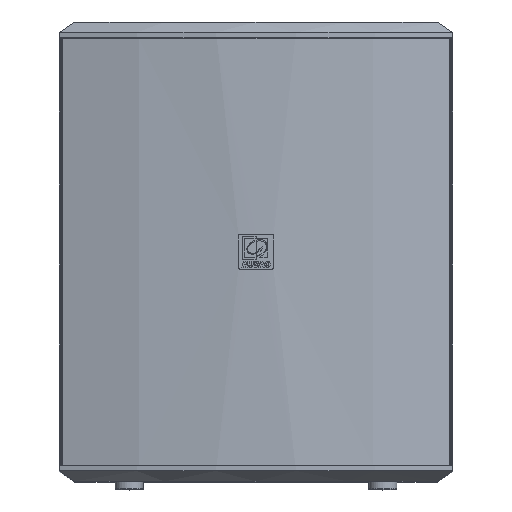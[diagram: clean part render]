
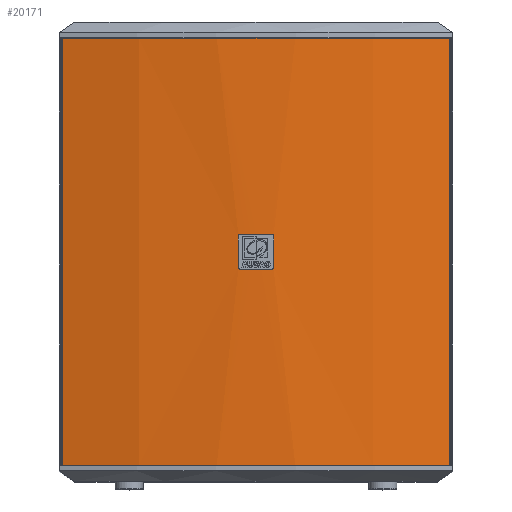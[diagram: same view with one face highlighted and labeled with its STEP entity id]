
A CAD part, top view. The second image highlights one B-rep face of the part: STEP entity #20171.
In plain terms, the highlighted cylindrical face has radius 805.516 mm (diameter 1611.03 mm), a partial arc.
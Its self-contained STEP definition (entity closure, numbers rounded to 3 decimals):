
#1039=FACE_BOUND('',#3834,.T.);
#2584=FACE_OUTER_BOUND('',#3833,.T.);
#3833=EDGE_LOOP('',(#17422,#17423,#17424,#17425));
#3834=EDGE_LOOP('',(#17426,#17427,#17428,#17429,#17430,#17431,#17432,#17433,
#17434,#17435));
#4010=CIRCLE('',#20354,805.516);
#4016=CIRCLE('',#20370,805.516);
#4018=CIRCLE('',#20374,805.516);
#4021=CIRCLE('',#20448,805.516);
#4886=CIRCLE('',#22220,805.516);
#4895=CIRCLE('',#22231,805.516);
#5032=LINE('',#27841,#6053);
#5039=LINE('',#27907,#6060);
#5956=LINE('',#39226,#6977);
#5957=LINE('',#39228,#6978);
#6053=VECTOR('',#22519,10.);
#6060=VECTOR('',#22544,10.);
#6977=VECTOR('',#27195,10.);
#6978=VECTOR('',#27198,10.);
#7064=B_SPLINE_CURVE_WITH_KNOTS('',3,(#27805,#27806,#27807,#27808,#27809,
#27810,#27811,#27812,#27813,#27814),.UNSPECIFIED.,.F.,.F.,(4,2,2,2,4),(0.603,
0.678,0.753,0.829,0.904),
 .UNSPECIFIED.);
#7065=B_SPLINE_CURVE_WITH_KNOTS('',3,(#27847,#27848,#27849,#27850,#27851,
#27852,#27853,#27854,#27855,#27856),.UNSPECIFIED.,.F.,.F.,(4,2,2,2,4),(0.904,
0.98,1.055,1.13,1.206),
 .UNSPECIFIED.);
#7068=B_SPLINE_CURVE_WITH_KNOTS('',3,(#27892,#27893,#27894,#27895,#27896,
#27897,#27898,#27899,#27900,#27901),.UNSPECIFIED.,.F.,.F.,(4,2,2,2,4),(0.301,
0.377,0.452,0.527,0.603),
 .UNSPECIFIED.);
#7069=B_SPLINE_CURVE_WITH_KNOTS('',3,(#27934,#27935,#27936,#27937,#27938,
#27939,#27940,#27941,#27942,#27943),.UNSPECIFIED.,.F.,.F.,(4,2,2,2,4),(0.,
0.075,0.151,0.226,0.301),
 .UNSPECIFIED.);
#7463=VERTEX_POINT('',#27803);
#7464=VERTEX_POINT('',#27804);
#7467=VERTEX_POINT('',#27821);
#7468=VERTEX_POINT('',#27822);
#7474=VERTEX_POINT('',#27840);
#7476=VERTEX_POINT('',#27846);
#7482=VERTEX_POINT('',#27891);
#7484=VERTEX_POINT('',#27906);
#7488=VERTEX_POINT('',#27918);
#7489=VERTEX_POINT('',#27919);
#9183=VERTEX_POINT('',#39186);
#9184=VERTEX_POINT('',#39188);
#9195=VERTEX_POINT('',#39216);
#9196=VERTEX_POINT('',#39218);
#9342=EDGE_CURVE('',#7463,#7464,#7064,.T.);
#9346=EDGE_CURVE('',#7467,#7468,#4010,.T.);
#9355=EDGE_CURVE('',#7474,#7463,#5032,.T.);
#9358=EDGE_CURVE('',#7468,#7476,#7065,.T.);
#9367=EDGE_CURVE('',#7482,#7474,#7068,.T.);
#9370=EDGE_CURVE('',#7476,#7484,#5039,.T.);
#9376=EDGE_CURVE('',#7488,#7489,#4016,.T.);
#9382=EDGE_CURVE('',#7489,#7482,#4018,.T.);
#9384=EDGE_CURVE('',#7484,#7488,#7069,.T.);
#9599=EDGE_CURVE('',#7464,#7467,#4021,.T.);
#11956=EDGE_CURVE('',#9183,#9184,#4886,.T.);
#11972=EDGE_CURVE('',#9195,#9196,#4895,.T.);
#11976=EDGE_CURVE('',#9183,#9196,#5956,.T.);
#11977=EDGE_CURVE('',#9184,#9195,#5957,.T.);
#17422=ORIENTED_EDGE('',*,*,#11976,.T.);
#17423=ORIENTED_EDGE('',*,*,#11972,.F.);
#17424=ORIENTED_EDGE('',*,*,#11977,.F.);
#17425=ORIENTED_EDGE('',*,*,#11956,.F.);
#17426=ORIENTED_EDGE('',*,*,#9599,.T.);
#17427=ORIENTED_EDGE('',*,*,#9346,.T.);
#17428=ORIENTED_EDGE('',*,*,#9358,.T.);
#17429=ORIENTED_EDGE('',*,*,#9370,.T.);
#17430=ORIENTED_EDGE('',*,*,#9384,.T.);
#17431=ORIENTED_EDGE('',*,*,#9376,.T.);
#17432=ORIENTED_EDGE('',*,*,#9382,.T.);
#17433=ORIENTED_EDGE('',*,*,#9367,.T.);
#17434=ORIENTED_EDGE('',*,*,#9355,.T.);
#17435=ORIENTED_EDGE('',*,*,#9342,.T.);
#18000=CYLINDRICAL_SURFACE('',#22235,805.516);
#20171=ADVANCED_FACE('',(#2584,#1039),#18000,.T.);
#20354=AXIS2_PLACEMENT_3D('',#27823,#22502,#22503);
#20370=AXIS2_PLACEMENT_3D('',#27920,#22554,#22555);
#20374=AXIS2_PLACEMENT_3D('',#27931,#22566,#22567);
#20448=AXIS2_PLACEMENT_3D('',#29535,#22892,#22893);
#22220=AXIS2_PLACEMENT_3D('',#39189,#27156,#27157);
#22231=AXIS2_PLACEMENT_3D('',#39219,#27185,#27186);
#22235=AXIS2_PLACEMENT_3D('',#39227,#27196,#27197);
#22502=DIRECTION('center_axis',(0.,-1.,0.));
#22503=DIRECTION('ref_axis',(-0.275,0.,0.961));
#22519=DIRECTION('',(0.,-1.,0.));
#22544=DIRECTION('',(0.,1.,0.));
#22554=DIRECTION('center_axis',(0.,1.,0.));
#22555=DIRECTION('ref_axis',(-0.275,0.,0.961));
#22566=DIRECTION('center_axis',(0.,1.,0.));
#22567=DIRECTION('ref_axis',(-0.275,0.,0.961));
#22892=DIRECTION('center_axis',(0.,-1.,0.));
#22893=DIRECTION('ref_axis',(-0.275,0.,0.961));
#27156=DIRECTION('center_axis',(0.,-1.,0.));
#27157=DIRECTION('ref_axis',(-0.275,0.,0.961));
#27185=DIRECTION('center_axis',(0.,1.,0.));
#27186=DIRECTION('ref_axis',(-0.275,0.,0.961));
#27195=DIRECTION('',(0.,1.,0.));
#27196=DIRECTION('center_axis',(0.,1.,0.));
#27197=DIRECTION('ref_axis',(-0.275,0.,0.961));
#27198=DIRECTION('',(0.,1.,0.));
#27803=CARTESIAN_POINT('',(20.,244.5,260.752));
#27804=CARTESIAN_POINT('',(18.,242.5,260.799));
#27805=CARTESIAN_POINT('Ctrl Pts',(20.,244.5,260.752));
#27806=CARTESIAN_POINT('Ctrl Pts',(20.,244.249,260.752));
#27807=CARTESIAN_POINT('Ctrl Pts',(19.95,243.981,260.753));
#27808=CARTESIAN_POINT('Ctrl Pts',(19.746,243.488,260.758));
#27809=CARTESIAN_POINT('Ctrl Pts',(19.592,243.263,260.762));
#27810=CARTESIAN_POINT('Ctrl Pts',(19.237,242.908,260.77));
#27811=CARTESIAN_POINT('Ctrl Pts',(19.012,242.754,260.776));
#27812=CARTESIAN_POINT('Ctrl Pts',(18.519,242.55,260.787));
#27813=CARTESIAN_POINT('Ctrl Pts',(18.251,242.5,260.793));
#27814=CARTESIAN_POINT('Ctrl Pts',(18.,242.5,260.799));
#27821=CARTESIAN_POINT('',(0.,242.5,261.));
#27822=CARTESIAN_POINT('',(-18.,242.5,260.799));
#27823=CARTESIAN_POINT('Origin',(0.,242.5,
-544.516));
#27840=CARTESIAN_POINT('',(20.,280.5,260.752));
#27841=CARTESIAN_POINT('',(20.,262.5,260.752));
#27846=CARTESIAN_POINT('',(-20.,244.5,260.752));
#27847=CARTESIAN_POINT('Ctrl Pts',(-18.,242.5,260.799));
#27848=CARTESIAN_POINT('Ctrl Pts',(-18.251,242.5,260.793));
#27849=CARTESIAN_POINT('Ctrl Pts',(-18.519,242.55,260.787));
#27850=CARTESIAN_POINT('Ctrl Pts',(-19.012,242.754,260.776));
#27851=CARTESIAN_POINT('Ctrl Pts',(-19.237,242.908,260.77));
#27852=CARTESIAN_POINT('Ctrl Pts',(-19.592,243.263,260.762));
#27853=CARTESIAN_POINT('Ctrl Pts',(-19.746,243.488,260.758));
#27854=CARTESIAN_POINT('Ctrl Pts',(-19.95,243.981,260.753));
#27855=CARTESIAN_POINT('Ctrl Pts',(-20.,244.249,260.752));
#27856=CARTESIAN_POINT('Ctrl Pts',(-20.,244.5,260.752));
#27891=CARTESIAN_POINT('',(18.,282.5,260.799));
#27892=CARTESIAN_POINT('Ctrl Pts',(18.,282.5,260.799));
#27893=CARTESIAN_POINT('Ctrl Pts',(18.251,282.5,260.793));
#27894=CARTESIAN_POINT('Ctrl Pts',(18.519,282.45,260.787));
#27895=CARTESIAN_POINT('Ctrl Pts',(19.012,282.246,260.776));
#27896=CARTESIAN_POINT('Ctrl Pts',(19.237,282.092,260.77));
#27897=CARTESIAN_POINT('Ctrl Pts',(19.592,281.737,260.762));
#27898=CARTESIAN_POINT('Ctrl Pts',(19.746,281.512,260.758));
#27899=CARTESIAN_POINT('Ctrl Pts',(19.95,281.019,260.753));
#27900=CARTESIAN_POINT('Ctrl Pts',(20.,280.751,260.752));
#27901=CARTESIAN_POINT('Ctrl Pts',(20.,280.5,260.752));
#27906=CARTESIAN_POINT('',(-20.,280.5,260.752));
#27907=CARTESIAN_POINT('',(-20.,262.5,260.752));
#27918=CARTESIAN_POINT('',(-18.,282.5,260.799));
#27919=CARTESIAN_POINT('',(0.,282.5,261.));
#27920=CARTESIAN_POINT('Origin',(0.,282.5,
-544.516));
#27931=CARTESIAN_POINT('Origin',(0.,282.5,
-544.516));
#27934=CARTESIAN_POINT('Ctrl Pts',(-20.,280.5,260.752));
#27935=CARTESIAN_POINT('Ctrl Pts',(-20.,280.751,260.752));
#27936=CARTESIAN_POINT('Ctrl Pts',(-19.95,281.019,260.753));
#27937=CARTESIAN_POINT('Ctrl Pts',(-19.746,281.512,260.758));
#27938=CARTESIAN_POINT('Ctrl Pts',(-19.592,281.737,260.762));
#27939=CARTESIAN_POINT('Ctrl Pts',(-19.237,282.092,260.77));
#27940=CARTESIAN_POINT('Ctrl Pts',(-19.012,282.246,260.776));
#27941=CARTESIAN_POINT('Ctrl Pts',(-18.519,282.45,260.787));
#27942=CARTESIAN_POINT('Ctrl Pts',(-18.251,282.5,260.793));
#27943=CARTESIAN_POINT('Ctrl Pts',(-18.,282.5,260.799));
#29535=CARTESIAN_POINT('Origin',(0.,242.5,
-544.516));
#39186=CARTESIAN_POINT('',(221.688,18.5,229.894));
#39188=CARTESIAN_POINT('',(-221.688,18.5,229.894));
#39189=CARTESIAN_POINT('Origin',(0.,18.5,
-544.516));
#39216=CARTESIAN_POINT('',(-221.688,506.5,229.894));
#39218=CARTESIAN_POINT('',(221.688,506.5,229.894));
#39219=CARTESIAN_POINT('Origin',(0.,506.5,
-544.516));
#39226=CARTESIAN_POINT('',(221.688,262.5,229.894));
#39227=CARTESIAN_POINT('Origin',(0.,262.5,
-544.516));
#39228=CARTESIAN_POINT('',(-221.688,262.5,229.894));
